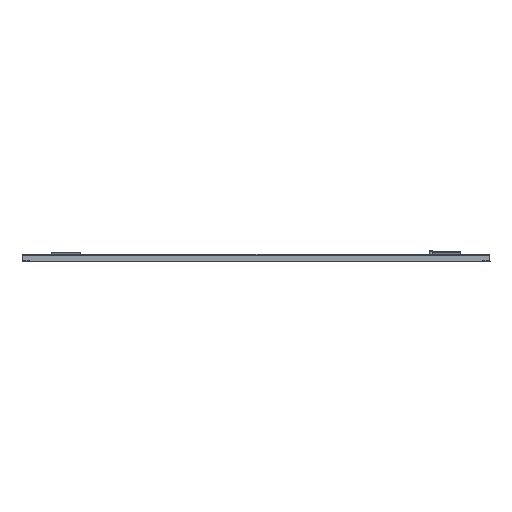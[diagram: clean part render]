
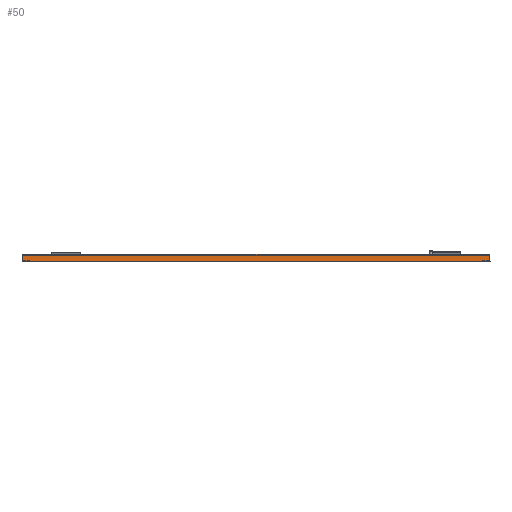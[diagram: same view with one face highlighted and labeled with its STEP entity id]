
A CAD part, left-side view. The second image highlights one B-rep face of the part: STEP entity #50.
In plain terms, the highlighted planar face has unit normal (-1, 0, 0).
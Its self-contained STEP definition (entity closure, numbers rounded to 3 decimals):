
#50 = ADVANCED_FACE ( 'NONE', ( #4068 ), #7619, .F. ) ;
#267 = CARTESIAN_POINT ( 'NONE',  ( -1100., -396.093, 10.6 ) ) ;
#329 = VECTOR ( 'NONE', #5098, 1000. ) ;
#337 = CARTESIAN_POINT ( 'NONE',  ( -1100., -396.093, 9.771 ) ) ;
#363 = CARTESIAN_POINT ( 'NONE',  ( -1100., 396.093, 10.6 ) ) ;
#382 = CARTESIAN_POINT ( 'NONE',  ( -1100., -396.093, 10.419 ) ) ;
#421 = CARTESIAN_POINT ( 'NONE',  ( -1100., 396.093, 9.771 ) ) ;
#650 = VECTOR ( 'NONE', #2466, 1000. ) ;
#687 = VECTOR ( 'NONE', #1533, 1000. ) ;
#693 = DIRECTION ( 'NONE',  ( 1., 0., 0. ) ) ;
#920 = CARTESIAN_POINT ( 'NONE',  ( -1100., -396.093, 10.6 ) ) ;
#924 = DIRECTION ( 'NONE',  ( 0., 1., 0. ) ) ;
#1022 = CARTESIAN_POINT ( 'NONE',  ( -1100., 396.093, 10.6 ) ) ;
#1035 = CARTESIAN_POINT ( 'NONE',  ( -1100., -396.093, 9.485 ) ) ;
#1153 = ORIENTED_EDGE ( 'NONE', *, *, #3375, .T. ) ;
#1233 = DIRECTION ( 'NONE',  ( 0., 1., 0. ) ) ;
#1329 = EDGE_CURVE ( 'NONE', #3483, #3845, #8224, .T. ) ;
#1533 = DIRECTION ( 'NONE',  ( 0., 0., 1. ) ) ;
#1878 = ORIENTED_EDGE ( 'NONE', *, *, #7033, .T. ) ;
#1924 = LINE ( 'NONE', #5385, #4028 ) ;
#2102 = ORIENTED_EDGE ( 'NONE', *, *, #2445, .T. ) ;
#2190 = EDGE_CURVE ( 'NONE', #4314, #5260, #8966, .T. ) ;
#2234 = EDGE_LOOP ( 'NONE', ( #1878, #8504, #8297, #3795, #2102, #7549, #3962, #8386, #1153, #7102 ) ) ;
#2317 = CARTESIAN_POINT ( 'NONE',  ( -1100., -397.5, -1.4 ) ) ;
#2352 = DIRECTION ( 'NONE',  ( 0., -1., 0. ) ) ;
#2445 = EDGE_CURVE ( 'NONE', #6499, #4911, #8750, .T. ) ;
#2466 = DIRECTION ( 'NONE',  ( 0., 0., -1. ) ) ;
#2759 = CARTESIAN_POINT ( 'NONE',  ( -1100., -397.5, 10.6 ) ) ;
#2818 = VECTOR ( 'NONE', #5842, 1000. ) ;
#2901 = EDGE_CURVE ( 'NONE', #3085, #5260, #1924, .T. ) ;
#3085 = VERTEX_POINT ( 'NONE', #4232 ) ;
#3090 = CARTESIAN_POINT ( 'NONE',  ( -1100., -396.093, 10.6 ) ) ;
#3131 = CARTESIAN_POINT ( 'NONE',  ( -1100., -396.093, 10.238 ) ) ;
#3175 = CARTESIAN_POINT ( 'NONE',  ( -1100., -396.093, 10.056 ) ) ;
#3183 = VECTOR ( 'NONE', #5939, 1000. ) ;
#3187 = LINE ( 'NONE', #3404, #3183 ) ;
#3375 = EDGE_CURVE ( 'NONE', #4314, #6743, #3941, .T. ) ;
#3404 = CARTESIAN_POINT ( 'NONE',  ( -1100., 397.5, -1.4 ) ) ;
#3483 = VERTEX_POINT ( 'NONE', #2317 ) ;
#3621 = CARTESIAN_POINT ( 'NONE',  ( -1100., 396.093, 9.199 ) ) ;
#3742 = CARTESIAN_POINT ( 'NONE',  ( -1100., 0., -1.4 ) ) ;
#3790 = AXIS2_PLACEMENT_3D ( 'NONE', #8213, #693, #6777 ) ;
#3795 = ORIENTED_EDGE ( 'NONE', *, *, #5686, .T. ) ;
#3845 = VERTEX_POINT ( 'NONE', #8499 ) ;
#3941 = LINE ( 'NONE', #5881, #2818 ) ;
#3962 = ORIENTED_EDGE ( 'NONE', *, *, #2901, .T. ) ;
#4017 = CARTESIAN_POINT ( 'NONE',  ( -1100., 397.5, -1.4 ) ) ;
#4028 = VECTOR ( 'NONE', #1233, 1000. ) ;
#4068 = FACE_OUTER_BOUND ( 'NONE', #2234, .T. ) ;
#4186 = VERTEX_POINT ( 'NONE', #5022 ) ;
#4232 = CARTESIAN_POINT ( 'NONE',  ( -1100., -396.093, 10.6 ) ) ;
#4314 = VERTEX_POINT ( 'NONE', #3621 ) ;
#4515 = CARTESIAN_POINT ( 'NONE',  ( -1100., -396.093, 9.199 ) ) ;
#4673 = CARTESIAN_POINT ( 'NONE',  ( -1100., 396.093, 10.238 ) ) ;
#4911 = VERTEX_POINT ( 'NONE', #7410 ) ;
#4932 = LINE ( 'NONE', #7818, #329 ) ;
#5022 = CARTESIAN_POINT ( 'NONE',  ( -1100., 397.5, 10.6 ) ) ;
#5098 = DIRECTION ( 'NONE',  ( 0., 1., 0. ) ) ;
#5165 = B_SPLINE_CURVE_WITH_KNOTS ( 'NONE', 3,
 ( #4515, #1035, #337, #3175, #3131, #382, #3090 ),
 .UNSPECIFIED., .F., .F.,
 ( 4, 3, 4 ),
 ( 0.005, 0.006, 0.007 ),
 .UNSPECIFIED. ) ;
#5260 = VERTEX_POINT ( 'NONE', #363 ) ;
#5385 = CARTESIAN_POINT ( 'NONE',  ( -1100., 0., 10.6 ) ) ;
#5686 = EDGE_CURVE ( 'NONE', #3845, #6499, #4932, .T. ) ;
#5811 = EDGE_CURVE ( 'NONE', #4911, #3085, #5165, .T. ) ;
#5834 = EDGE_CURVE ( 'NONE', #4186, #6743, #7218, .T. ) ;
#5842 = DIRECTION ( 'NONE',  ( 0., 0., 1. ) ) ;
#5881 = CARTESIAN_POINT ( 'NONE',  ( -1100., 396.093, -1.4 ) ) ;
#5939 = DIRECTION ( 'NONE',  ( 0., 0., -1. ) ) ;
#6499 = VERTEX_POINT ( 'NONE', #920 ) ;
#6553 = CARTESIAN_POINT ( 'NONE',  ( -1100., 396.093, 9.485 ) ) ;
#6641 = VERTEX_POINT ( 'NONE', #4017 ) ;
#6691 = CARTESIAN_POINT ( 'NONE',  ( -1100., 396.093, 9.199 ) ) ;
#6737 = CARTESIAN_POINT ( 'NONE',  ( -1100., 396.093, 10.419 ) ) ;
#6743 = VERTEX_POINT ( 'NONE', #8967 ) ;
#6777 = DIRECTION ( 'NONE',  ( 0., 0., -1. ) ) ;
#7033 = EDGE_CURVE ( 'NONE', #4186, #6641, #3187, .T. ) ;
#7091 = VECTOR ( 'NONE', #924, 1000. ) ;
#7102 = ORIENTED_EDGE ( 'NONE', *, *, #5834, .F. ) ;
#7123 = LINE ( 'NONE', #3742, #7091 ) ;
#7218 = LINE ( 'NONE', #7309, #8066 ) ;
#7253 = CARTESIAN_POINT ( 'NONE',  ( -1100., 396.093, 10.056 ) ) ;
#7309 = CARTESIAN_POINT ( 'NONE',  ( -1100., 409.582, 10.6 ) ) ;
#7410 = CARTESIAN_POINT ( 'NONE',  ( -1100., -396.093, 9.199 ) ) ;
#7549 = ORIENTED_EDGE ( 'NONE', *, *, #5811, .T. ) ;
#7619 = PLANE ( 'NONE',  #3790 ) ;
#7818 = CARTESIAN_POINT ( 'NONE',  ( -1100., -409.582, 10.6 ) ) ;
#8066 = VECTOR ( 'NONE', #2352, 1000. ) ;
#8085 = EDGE_CURVE ( 'NONE', #3483, #6641, #7123, .T. ) ;
#8213 = CARTESIAN_POINT ( 'NONE',  ( -1100., 0., 9.199 ) ) ;
#8224 = LINE ( 'NONE', #2759, #687 ) ;
#8297 = ORIENTED_EDGE ( 'NONE', *, *, #1329, .T. ) ;
#8386 = ORIENTED_EDGE ( 'NONE', *, *, #2190, .F. ) ;
#8499 = CARTESIAN_POINT ( 'NONE',  ( -1100., -397.5, 10.6 ) ) ;
#8504 = ORIENTED_EDGE ( 'NONE', *, *, #8085, .F. ) ;
#8750 = LINE ( 'NONE', #267, #650 ) ;
#8966 = B_SPLINE_CURVE_WITH_KNOTS ( 'NONE', 3,
 ( #6691, #6553, #421, #7253, #4673, #6737, #1022 ),
 .UNSPECIFIED., .F., .F.,
 ( 4, 3, 4 ),
 ( 0.005, 0.006, 0.007 ),
 .UNSPECIFIED. ) ;
#8967 = CARTESIAN_POINT ( 'NONE',  ( -1100., 396.093, 10.6 ) ) ;
